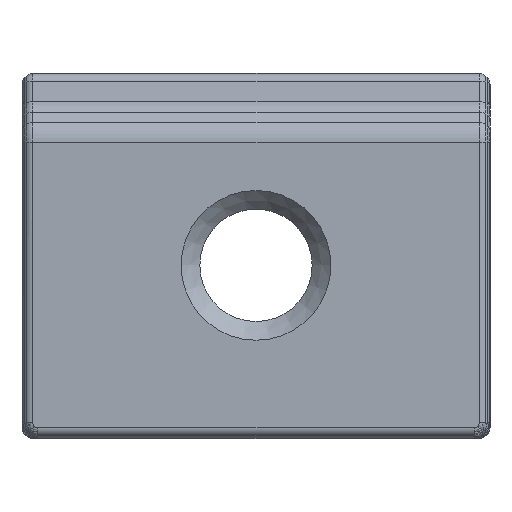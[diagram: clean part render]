
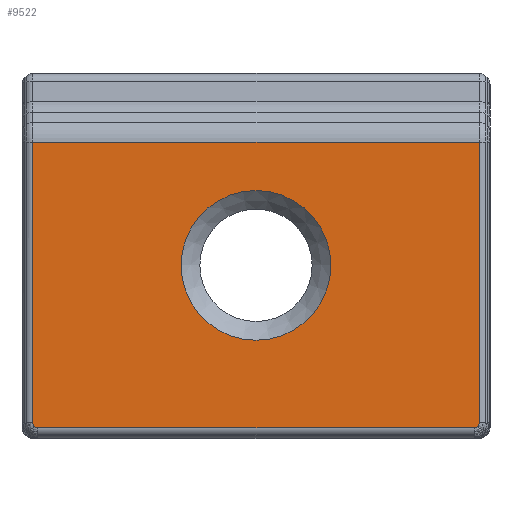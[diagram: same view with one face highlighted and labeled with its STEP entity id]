
A CAD part, left-side view. The second image highlights one B-rep face of the part: STEP entity #9522.
In plain terms, the highlighted planar face has unit normal (-1, 0, 0).
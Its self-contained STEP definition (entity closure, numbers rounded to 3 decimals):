
#15=FACE_BOUND('',#3159,.T.);
#131=PLANE('',#10677);
#554=LINE('',#16473,#1183);
#954=LINE('',#18868,#1583);
#975=LINE('',#19603,#1604);
#976=LINE('',#19605,#1605);
#1183=VECTOR('',#11731,10.);
#1583=VECTOR('',#12903,10.);
#1604=VECTOR('',#13498,4.023);
#1605=VECTOR('',#13501,10.);
#2497=FACE_OUTER_BOUND('',#3158,.T.);
#3158=EDGE_LOOP('',(#8621,#8622,#8623,#8624,#8625,#8626,#8627,#8628));
#3159=EDGE_LOOP('',(#8629));
#3218=CIRCLE('',#9594,0.108);
#3221=CIRCLE('',#9597,0.108);
#3223=CIRCLE('',#9599,0.108);
#3226=CIRCLE('',#9602,0.108);
#3511=CIRCLE('',#10125,1.6);
#3958=VERTEX_POINT('',#14145);
#3959=VERTEX_POINT('',#14152);
#3961=VERTEX_POINT('',#14198);
#3966=VERTEX_POINT('',#14315);
#3967=VERTEX_POINT('',#14322);
#3969=VERTEX_POINT('',#14368);
#4307=VERTEX_POINT('',#16467);
#4329=VERTEX_POINT('',#17210);
#4622=VERTEX_POINT('',#18866);
#4694=EDGE_CURVE('',#3958,#3959,#3218,.T.);
#4698=EDGE_CURVE('',#3961,#3958,#3221,.T.);
#4704=EDGE_CURVE('',#3966,#3967,#3223,.T.);
#4708=EDGE_CURVE('',#3969,#3966,#3226,.T.);
#5202=EDGE_CURVE('',#4307,#3969,#554,.T.);
#5350=EDGE_CURVE('',#4329,#4329,#3511,.T.);
#5827=EDGE_CURVE('',#3959,#4622,#954,.T.);
#6009=EDGE_CURVE('',#4307,#4622,#975,.T.);
#6010=EDGE_CURVE('',#3967,#3961,#976,.T.);
#8621=ORIENTED_EDGE('',*,*,#6009,.T.);
#8622=ORIENTED_EDGE('',*,*,#5827,.F.);
#8623=ORIENTED_EDGE('',*,*,#4694,.F.);
#8624=ORIENTED_EDGE('',*,*,#4698,.F.);
#8625=ORIENTED_EDGE('',*,*,#6010,.F.);
#8626=ORIENTED_EDGE('',*,*,#4704,.F.);
#8627=ORIENTED_EDGE('',*,*,#4708,.F.);
#8628=ORIENTED_EDGE('',*,*,#5202,.F.);
#8629=ORIENTED_EDGE('',*,*,#5350,.F.);
#9522=ADVANCED_FACE('',(#2497,#15),#131,.F.);
#9594=AXIS2_PLACEMENT_3D('',#14153,#10749,#10750);
#9597=AXIS2_PLACEMENT_3D('',#14200,#10755,#10756);
#9599=AXIS2_PLACEMENT_3D('',#14323,#10759,#10760);
#9602=AXIS2_PLACEMENT_3D('',#14370,#10765,#10766);
#10125=AXIS2_PLACEMENT_3D('',#17211,#12079,#12080);
#10677=AXIS2_PLACEMENT_3D('',#19604,#13499,#13500);
#10749=DIRECTION('center_axis',(1.,0.,0.));
#10750=DIRECTION('ref_axis',(0.,0.707,-0.707));
#10755=DIRECTION('center_axis',(1.,0.,0.));
#10756=DIRECTION('ref_axis',(0.,0.707,-0.707));
#10759=DIRECTION('center_axis',(1.,0.,0.));
#10760=DIRECTION('ref_axis',(0.,-0.707,-0.707));
#10765=DIRECTION('center_axis',(1.,0.,0.));
#10766=DIRECTION('ref_axis',(0.,-0.707,-0.707));
#11731=DIRECTION('',(0.,0.,-1.));
#12079=DIRECTION('center_axis',(-1.,0.,0.));
#12080=DIRECTION('ref_axis',(0.,-1.,0.));
#12903=DIRECTION('',(0.,0.,1.));
#13498=DIRECTION('',(0.,1.,0.));
#13499=DIRECTION('center_axis',(1.,0.,0.));
#13500=DIRECTION('ref_axis',(0.,0.,-1.));
#13501=DIRECTION('',(0.,1.,0.));
#14145=CARTESIAN_POINT('',(0.,4.735,0.265));
#14152=CARTESIAN_POINT('',(0.,4.767,0.341));
#14153=CARTESIAN_POINT('Origin',(0.,4.659,
0.341));
#14198=CARTESIAN_POINT('',(0.,4.659,0.233));
#14200=CARTESIAN_POINT('Origin',(0.,4.659,
0.341));
#14315=CARTESIAN_POINT('',(0.,-4.735,0.265));
#14322=CARTESIAN_POINT('',(0.,-4.659,0.233));
#14323=CARTESIAN_POINT('Origin',(0.,-4.659,
0.341));
#14368=CARTESIAN_POINT('',(0.,-4.767,0.341));
#14370=CARTESIAN_POINT('Origin',(0.,-4.659,
0.341));
#16467=CARTESIAN_POINT('',(0.,-4.767,6.33));
#16473=CARTESIAN_POINT('',(0.,-4.767,0.));
#17210=CARTESIAN_POINT('',(0.,1.6,3.7));
#17211=CARTESIAN_POINT('Origin',(0.,0.,3.7));
#18866=CARTESIAN_POINT('',(0.,4.767,6.33));
#18868=CARTESIAN_POINT('',(0.,4.767,0.));
#19603=CARTESIAN_POINT('',(0.,-0.173,6.33));
#19604=CARTESIAN_POINT('Origin',(0.,5.,0.));
#19605=CARTESIAN_POINT('',(0.,5.,0.233));
